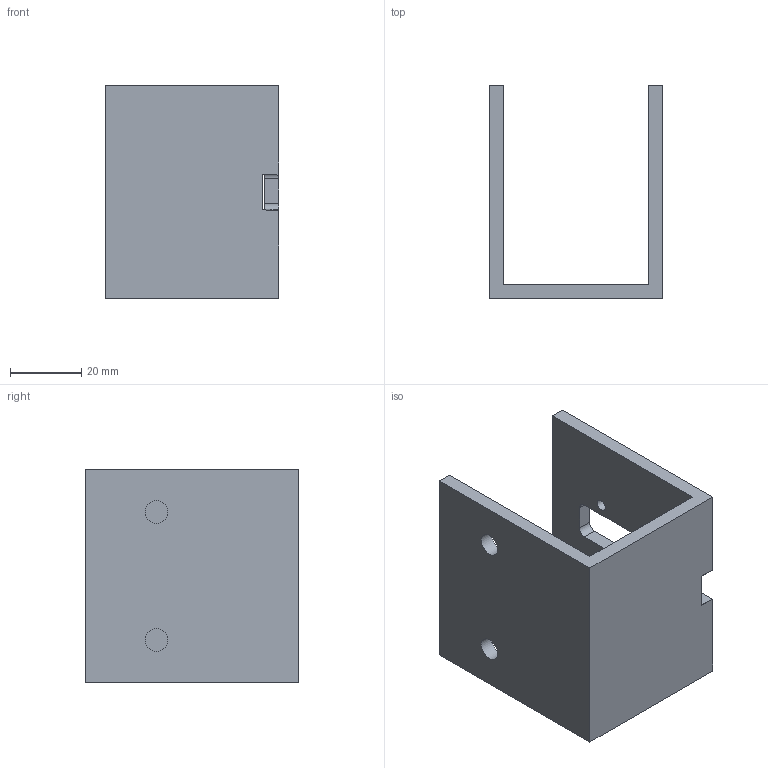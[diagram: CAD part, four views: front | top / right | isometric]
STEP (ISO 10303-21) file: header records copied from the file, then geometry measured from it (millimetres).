
FILE_DESCRIPTION(/* description */ (''),/* implementation_level */ '2;1');
FILE_NAME(/* name */ 'supp attacco motore test.stp',/* time_stamp */ '2013-07-12T10:11:32+02:00',/* author */ (''),/* organization */ (''),/* preprocessor_version */ 'ST-DEVELOPER v14',/* originating_system */ 'SIEMENS PLM Software NX 8.0',/* authorisation */ '');
FILE_SCHEMA (('CONFIG_CONTROL_DESIGN'));
Length unit declared in the file: millimetre
Products named in the file (1): supp attacco motore test
Bounding box: 48.9 x 60 x 60 mm (x, y, z)
Volume: 36141.4 mm3; surface area: 20635.3 mm2
Topology: 1 solids, 1 shells, 29 faces, 91 edges, 62 vertices
Faces by surface type: plane 18, cylinder 10, extrusion 1
Full cylindrical faces by diameter (mm): 3.2 x4, 6.4 x2
Entity records: 1055 total; most frequent: CARTESIAN_POINT 174, DIRECTION 160, ORIENTED_EDGE 158, EDGE_CURVE 79, VECTOR 56, VERTEX_POINT 56, LINE 55, AXIS2_PLACEMENT_3D 52
